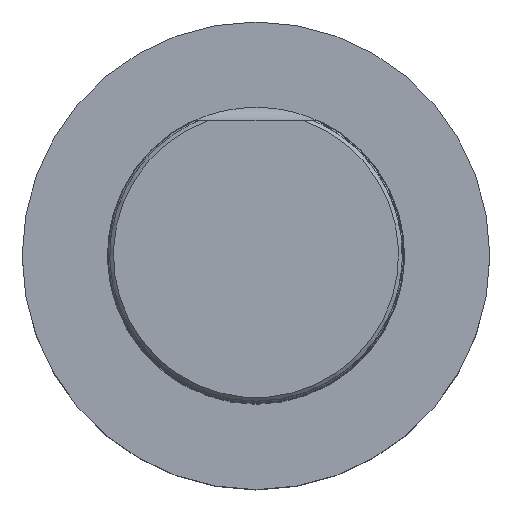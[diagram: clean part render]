
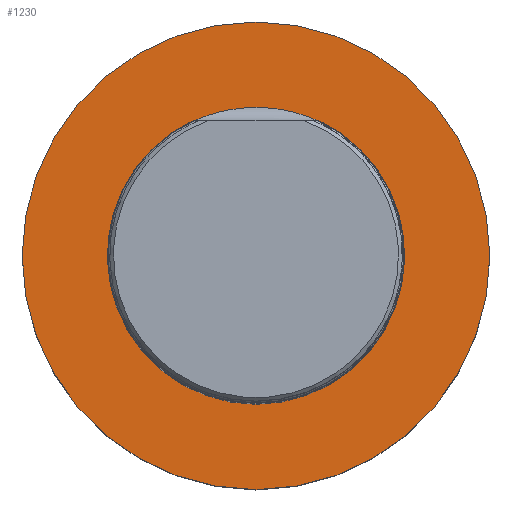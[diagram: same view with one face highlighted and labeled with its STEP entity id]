
A CAD part, top view. The second image highlights one B-rep face of the part: STEP entity #1230.
In plain terms, the highlighted face is planar.
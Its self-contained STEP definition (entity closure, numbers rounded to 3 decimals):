
#403=CIRCLE('',#7609,25.396);
#404=CIRCLE('',#7611,40.);
#777=FACE_BOUND('',#2249,.T.);
#778=FACE_BOUND('',#2250,.T.);
#1230=ADVANCED_FACE('TB_IB_SU_4',(#777,#778),#1616,.T.);
#1616=PLANE('',#7614);
#2249=EDGE_LOOP('',(#3153));
#2250=EDGE_LOOP('',(#3154));
#3153=ORIENTED_EDGE('',*,*,#5660,.T.);
#3154=ORIENTED_EDGE('',*,*,#5659,.T.);
#4903=VERTEX_POINT('',#13735);
#4904=VERTEX_POINT('',#13738);
#5659=EDGE_CURVE('',#4903,#4903,#403,.T.);
#5660=EDGE_CURVE('',#4904,#4904,#404,.T.);
#7609=AXIS2_PLACEMENT_3D('',#13734,#8682,#8683);
#7611=AXIS2_PLACEMENT_3D('',#13737,#8686,#8687);
#7614=AXIS2_PLACEMENT_3D('',#13742,#8692,#8693);
#8682=DIRECTION('',(0.,-1.,0.));
#8683=DIRECTION('',(0.,0.,-1.));
#8686=DIRECTION('',(0.,1.,0.));
#8687=DIRECTION('',(0.,0.,1.));
#8692=DIRECTION('',(0.,1.,0.));
#8693=DIRECTION('',(0.,0.,1.));
#13734=CARTESIAN_POINT('',(0.,0.,0.));
#13735=CARTESIAN_POINT('',(0.,0.,-25.396));
#13737=CARTESIAN_POINT('',(0.,0.,0.));
#13738=CARTESIAN_POINT('',(0.,0.,40.));
#13742=CARTESIAN_POINT('',(0.,0.,0.));
